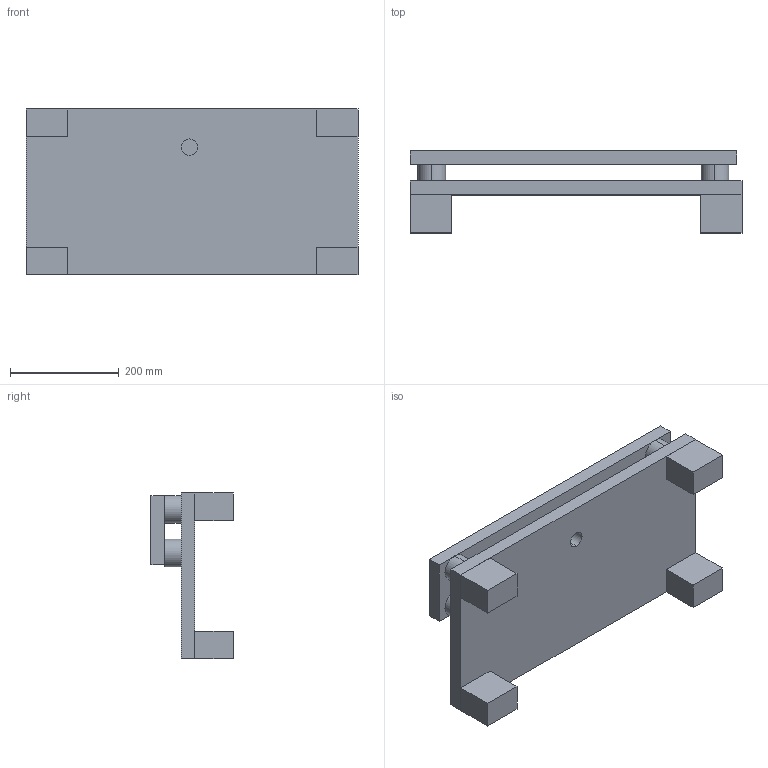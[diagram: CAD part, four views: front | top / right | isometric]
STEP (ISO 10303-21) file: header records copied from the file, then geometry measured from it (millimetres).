
FILE_DESCRIPTION (( 'STEP AP203' ), '1' );
FILE_NAME ('BaseAssembly.STEP', '2012-06-28T23:32:14', ( '' ), ( '' ), 'SwSTEP 2.0', 'SolidWorks 2010', '' );
FILE_SCHEMA (( 'CONFIG_CONTROL_DESIGN' ));
Length unit declared in the file: millimetre
Products named in the file (6): BaseAssembly; Baseplate; BaseFlat; ShortSpacer; LongSpacer; LongScrew
Assembly tree (14 placements, depth 2):
  BaseAssembly
    Baseplate
    ShortSpacer  x4
    BaseFlat
    LongSpacer  x4
    LongScrew  x4
Bounding box: 609.6 x 150.8 x 304.8 mm (x, y, z)
Volume: 7955526.4 mm3; surface area: 767521.6 mm2
Topology: 14 solids, 14 shells, 118 faces, 246 edges, 164 vertices
Faces by surface type: plane 60, cylinder 58
Entity records: 2700 total; most frequent: DIRECTION 362, CARTESIAN_POINT 308, ORIENTED_EDGE 276, AXIS2_PLACEMENT_3D 146, EDGE_CURVE 138, VERTEX_POINT 92, EDGE_LOOP 86, LINE 70
